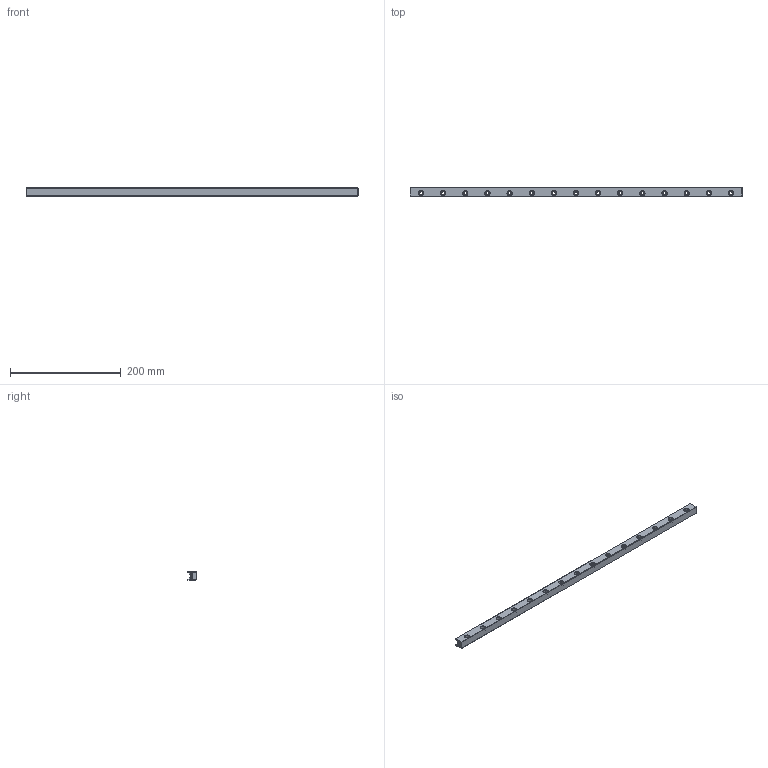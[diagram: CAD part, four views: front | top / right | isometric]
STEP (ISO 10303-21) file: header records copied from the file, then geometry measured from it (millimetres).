
FILE_DESCRIPTION(/* description */ (''),/* implementation_level */ '2;1');
FILE_NAME(/* name */ 'M-3015x600.stp',/* time_stamp */ '2018-11-15T17:06:06+01:00',/* author */ (''),/* organization */ (''),/* preprocessor_version */ 'ST-DEVELOPER v16.7',/* originating_system */ 'SIEMENS PLM Software NX 12.0',/* authorisation */ '');
FILE_SCHEMA (('AUTOMOTIVE_DESIGN { 1 0 10303 214 3 1 1 1 }'));
Length unit declared in the file: millimetre
Products named in the file (1): 008021_A_1-M-3015_15 x 600
Bounding box: 600 x 15.5 x 15 mm (x, y, z)
Volume: 106074.5 mm3; surface area: 43765.4 mm2
Topology: 1 solids, 1 shells, 115 faces, 275 edges, 177 vertices
Faces by surface type: plane 41, cone 38, cylinder 36
Full cylindrical faces by diameter (mm): 2.5 x4, 5.25 x15, 8.5 x15
Entity records: 2876 total; most frequent: DIRECTION 518, CARTESIAN_POINT 454, ORIENTED_EDGE 360, EDGE_LOOP 232, AXIS2_PLACEMENT_3D 222, FACE_BOUND 212, EDGE_CURVE 180, VERTEX_POINT 158
